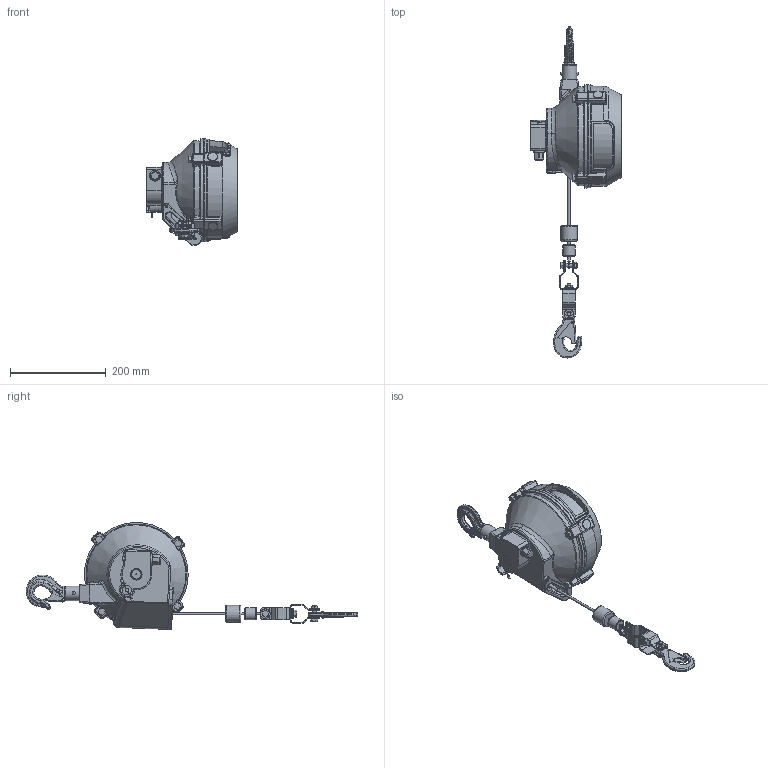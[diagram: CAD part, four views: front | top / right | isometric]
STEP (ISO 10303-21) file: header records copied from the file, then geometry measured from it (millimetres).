
FILE_DESCRIPTION(/* description */ (''),/* implementation_level */ '2;1');
FILE_NAME(/* name */ 'BH50.stp',/* time_stamp */ '2017-01-11T15:19:20-06:00',/* author */ ('kpea'),/* organization */ ('Gleason Reel'),/* preprocessor_version */ 'ST-DEVELOPER v16.1',/* originating_system */ 'Autodesk Inventor 2016',/* authorisation */ '');
FILE_SCHEMA (('AUTOMOTIVE_DESIGN { 1 0 10303 214 3 1 1 }'));
Length unit declared in the file: inch
Products named in the file (20): COVER; BODY; HSB_30_8; HSB_30_3; HSB_30_12; HSB_30_9; HSB_30_9_1; WASHER; 7X2648; 0859865_L; B2; ASM0001_ASM; HSB_30_10_1; HSB_30_10; ASM0002_ASM; PRT0004; WASHER2; BOLT_3; HSB-50-STP_ASM; BH50
Assembly tree (37 placements, depth 4):
  BH50
    HSB-50-STP_ASM
      COVER
      BODY
      ASM0001_ASM
        HSB_30_8
        HSB_30_3
        HSB_30_12  x2
        HSB_30_9
        HSB_30_9_1
        WASHER  x9
        7X2648
        0859865_L  x3
        B2  x2
      ASM0002_ASM
        HSB_30_10_1
        HSB_30_10
      PRT0004
      WASHER2  x4
      BOLT_3  x4
Bounding box: 189.87 x 692.98 x 223.44 mm (x, y, z)
Volume: 1702241.5 mm3; surface area: 411579.1 mm2
Topology: 36 solids, 36 shells, 1315 faces, 3114 edges, 1908 vertices
Faces by surface type: plane 390, bspline 355, cylinder 344, torus 122, cone 55, sphere 49
Full cylindrical faces by diameter (mm): 1.477 x2, 3.768 x1, 3.81 x2, 3.9 x1, 4.138 x1, 4.572 x2, 4.826 x3, 5.08 x9, 5.087 x1, 5.207 x1, 6.696 x1, 7.09 x2, 7.217 x1, 7.518 x3, 7.62 x1, 7.704 x4, 7.727 x3, 7.94 x3, 8 x3, 8.043 x9, 9.83 x1, 10.81 x4, 12.7 x1, 13.97 x4, 17.685 x1, 19.182 x1, 20.32 x13, 21.181 x1, 22.758 x1, 23.892 x1
Entity records: 53610 total; most frequent: CARTESIAN_POINT 28556, ORIENTED_EDGE 5222, DIRECTION 4643, EDGE_CURVE 2611, AXIS2_PLACEMENT_3D 1914, VERTEX_POINT 1612, EDGE_LOOP 1297, FACE_OUTER_BOUND 1145
